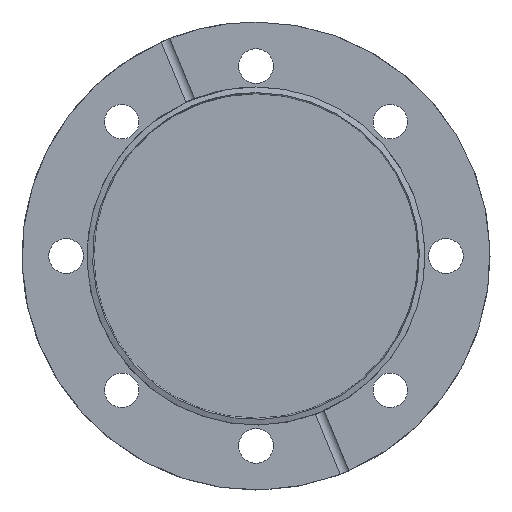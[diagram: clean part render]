
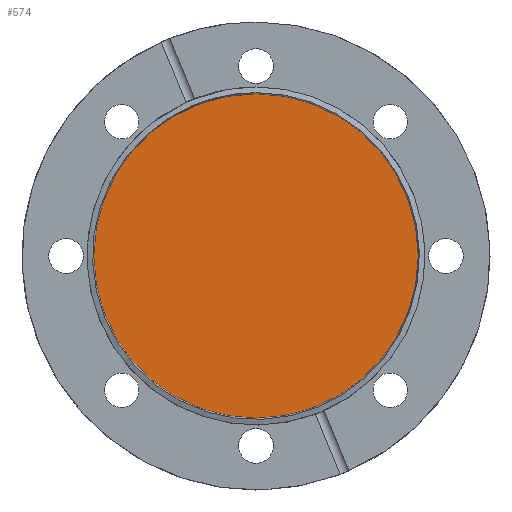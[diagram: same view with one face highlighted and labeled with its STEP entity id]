
A CAD part, left-side view. The second image highlights one B-rep face of the part: STEP entity #574.
In plain terms, the highlighted planar face has unit normal (-1, 0, 0).
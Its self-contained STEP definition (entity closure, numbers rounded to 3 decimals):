
#552 = EDGE_CURVE('',#553,#553,#555,.T.);
#553 = VERTEX_POINT('',#554);
#554 = CARTESIAN_POINT('',(-16.2,0.,39.335));
#555 = CIRCLE('',#556,39.335);
#556 = AXIS2_PLACEMENT_3D('',#557,#558,#559);
#557 = CARTESIAN_POINT('',(-16.2,0.,0.));
#558 = DIRECTION('',(-1.,0.,0.));
#559 = DIRECTION('',(0.,0.,1.));
#574 = ADVANCED_FACE('',(#575),#578,.F.);
#575 = FACE_BOUND('',#576,.T.);
#576 = EDGE_LOOP('',(#577));
#577 = ORIENTED_EDGE('',*,*,#552,.T.);
#578 = PLANE('',#579);
#579 = AXIS2_PLACEMENT_3D('',#580,#581,#582);
#580 = CARTESIAN_POINT('',(-16.2,0.,39.335));
#581 = DIRECTION('',(1.,0.,0.));
#582 = DIRECTION('',(0.,0.,-1.));
